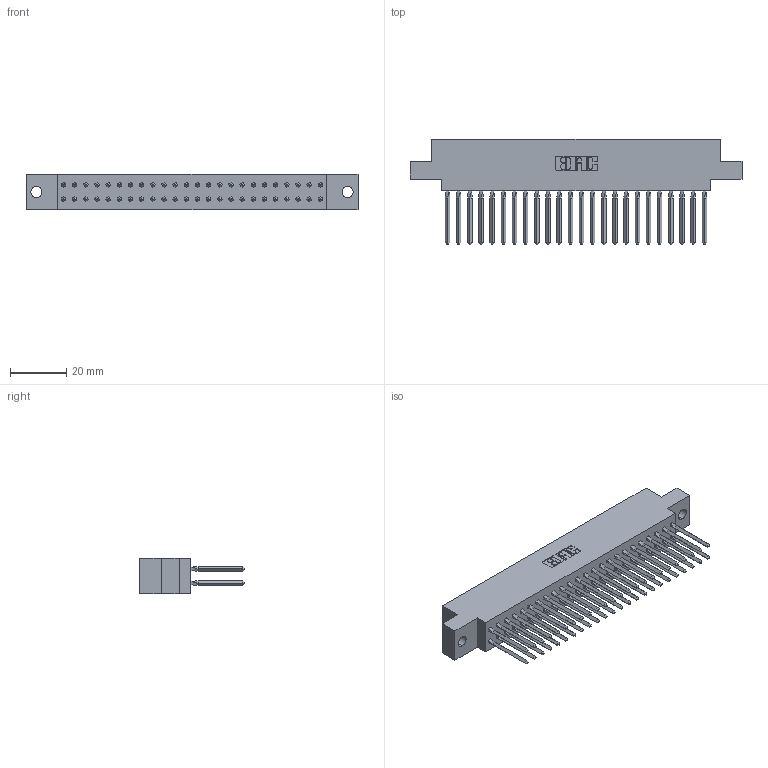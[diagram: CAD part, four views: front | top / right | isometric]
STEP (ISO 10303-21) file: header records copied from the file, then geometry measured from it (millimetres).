
FILE_DESCRIPTION (( 'STEP AP203' ), '1' );
FILE_NAME ('317-048-540-804.STEP', '2020-02-28T02:42:42', ( '' ), ( '' ), 'SwSTEP 2.0', 'SolidWorks 2016', '' );
FILE_SCHEMA (( 'CONFIG_CONTROL_DESIGN' ));
Length unit declared in the file: inch
Products named in the file (3): 317-048-540-804; 317-290-001_540; 317 Part_.156 Dia - TH
Assembly tree (49 placements, depth 2):
  317-048-540-804
    317 Part_.156 Dia - TH
    317-290-001_540  x48
Bounding box: 117.81 x 37.34 x 12.7 mm (x, y, z)
Volume: 19074.9 mm3; surface area: 27584.1 mm2
Topology: 49 solids, 49 shells, 4374 faces, 12131 edges, 7814 vertices
Faces by surface type: plane 3562, cylinder 620, bspline 192
Entity records: 37206 total; most frequent: CARTESIAN_POINT 6903, ORIENTED_EDGE 6402, DIRECTION 5343, EDGE_CURVE 3201, LINE 2945, VECTOR 2945, VERTEX_POINT 2127, AXIS2_PLACEMENT_3D 1199
